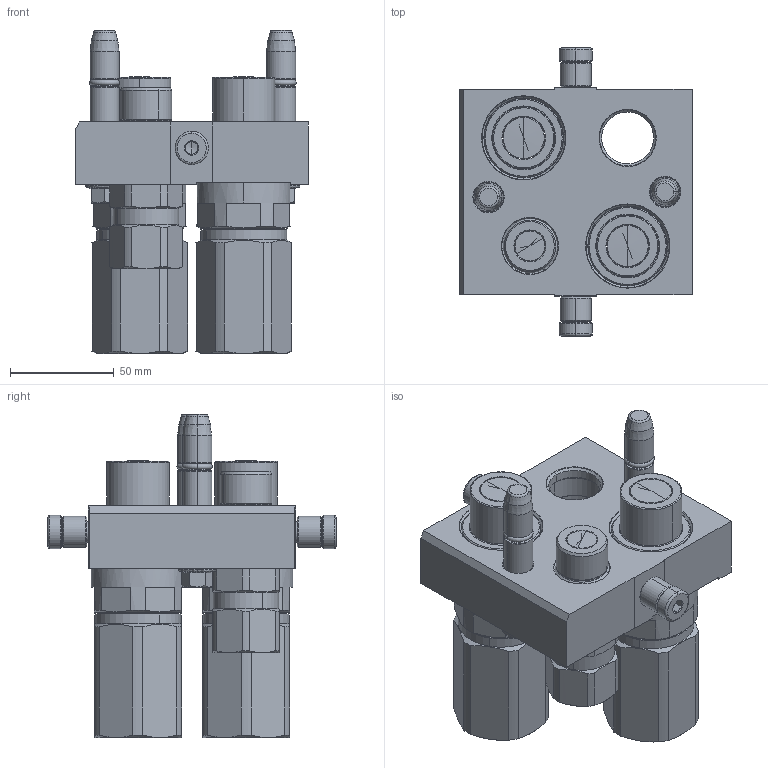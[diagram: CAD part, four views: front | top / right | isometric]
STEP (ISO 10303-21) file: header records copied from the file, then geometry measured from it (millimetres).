
FILE_DESCRIPTION (( 'STEP AP214' ), '1' );
FILE_NAME ('FASTER.step', '2023-02-27T12:42:06', ( '' ), ( '' ), 'SwSTEP 2.0', 'SolidWorks 2017', '' );
FILE_SCHEMA (( 'AUTOMOTIVE_DESIGN' ));
Length unit declared in the file: millimetre
Products named in the file (12): P510_M_BASE; 4830_013_3000_030; et002; 2ffnp12-18g_m; 4830_021_0000_000; 1540_080_0008_000; or2_62x9_19_m; 3ffnp34_gas_m; 4830_028_1000_011; 4830_010_0000_032; FASTER
Assembly tree (17 placements, depth 3):
  FASTER
    P510_M_BASE
      4830_010_0000_032
      4830_013_3000_030  x2
      4830_028_1000_011  x2
      4830_021_0000_000  x2
      1540_080_0008_000  x2
      or2_62x9_19_m  x2
    3ffnp34_gas_m  x2
      3ffnp34_gas_m
    2ffnp12-18g_m
    et002
Bounding box: 112.3 x 138.6 x 155.35 mm (x, y, z)
Volume: 39341.5 mm3; surface area: 137672.2 mm2
Topology: 8 solids, 43 shells, 1808 faces, 5136 edges, 3368 vertices
Faces by surface type: plane 1009, cone 326, cylinder 319, torus 114, bspline 40
Entity records: 55871 total; most frequent: CARTESIAN_POINT 14334, ORIENTED_EDGE 7571, DIRECTION 7186, EDGE_CURVE 3987, LINE 2702, VECTOR 2702, VERTEX_POINT 2608, AXIS2_PLACEMENT_3D 2242
